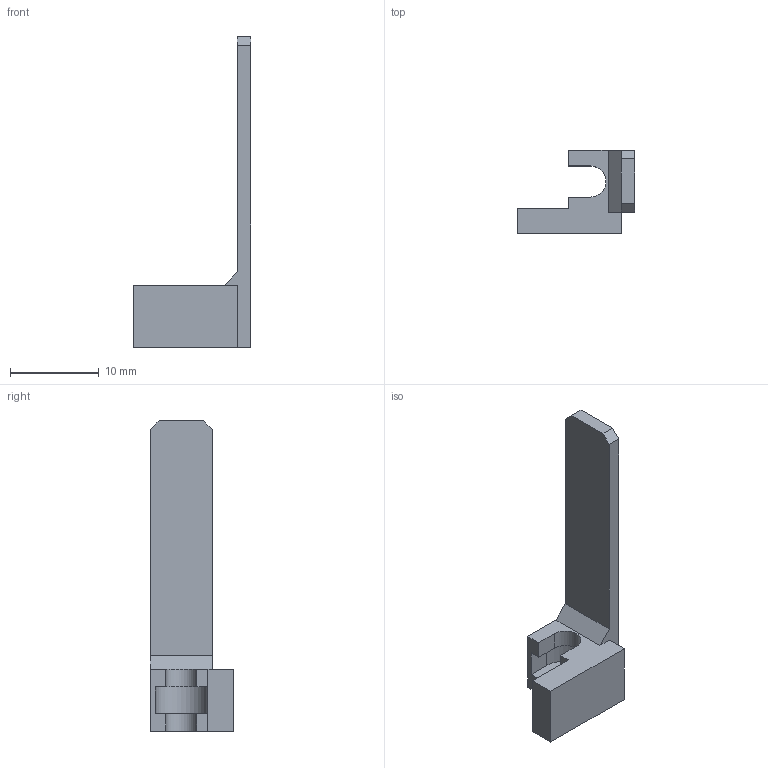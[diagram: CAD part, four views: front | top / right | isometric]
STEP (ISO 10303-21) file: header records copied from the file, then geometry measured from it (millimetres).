
FILE_DESCRIPTION((''),'2;1');
FILE_NAME('Z ADJUSTER.stp','2014-06-10T16:26:05',('jge'),(''),'Autodesk Inventor 2012','Autodesk Inventor 2012','');
FILE_SCHEMA(('AUTOMOTIVE_DESIGN { 1 0 10303 214 1 1 1 1 }'));
Length unit declared in the file: millimetre
Products named in the file (1): Z ADJUSTER 2
Bounding box: 13.25 x 9.4 x 35 mm (x, y, z)
Volume: 745.7 mm3; surface area: 1008.4 mm2
Topology: 1 solids, 1 shells, 27 faces, 75 edges, 50 vertices
Faces by surface type: plane 24, cylinder 3
Entity records: 881 total; most frequent: CARTESIAN_POINT 153, ORIENTED_EDGE 150, DIRECTION 137, EDGE_CURVE 75, VECTOR 69, LINE 69, VERTEX_POINT 50, AXIS2_PLACEMENT_3D 34
